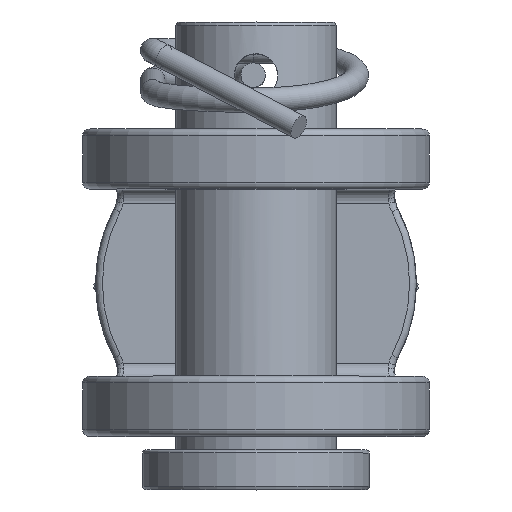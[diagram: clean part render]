
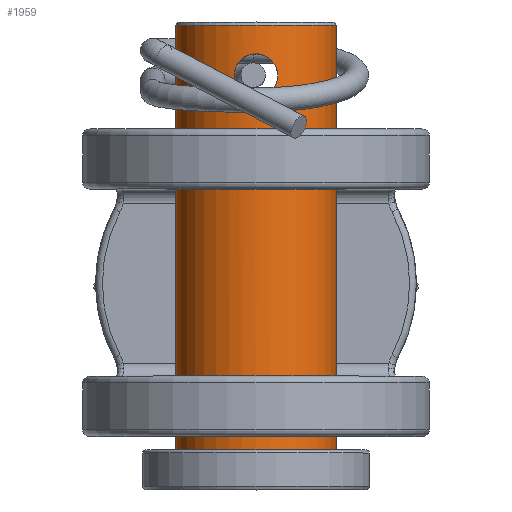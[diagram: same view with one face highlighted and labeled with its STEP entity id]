
A CAD part, top view. The second image highlights one B-rep face of the part: STEP entity #1959.
In plain terms, the highlighted cylindrical face has radius 6 mm (diameter 12 mm), a full revolution.
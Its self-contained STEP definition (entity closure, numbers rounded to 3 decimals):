
#251=CIRCLE($,#2110,6.);
#253=CIRCLE($,#2113,6.);
#391=FACE_BOUND($,#599,.T.);
#392=FACE_BOUND($,#600,.T.);
#393=FACE_BOUND($,#601,.T.);
#394=FACE_BOUND($,#602,.T.);
#599=EDGE_LOOP($,(#1275));
#600=EDGE_LOOP($,(#1276));
#601=EDGE_LOOP($,(#1277));
#602=EDGE_LOOP($,(#1278));
#788=B_SPLINE_CURVE_WITH_KNOTS($,3,(#2905,#2906,#2907,#2908,#2909,#2910,
#2911,#2912,#2913,#2914,#2915,#2916,#2917,#2918,#2919,#2920,#2921,#2922,
#2923,#2924,#2925,#2926,#2927,#2928,#2929,#2930,#2931,#2932,#2933,#2934,
#2935,#2936,#2937,#2938),.UNSPECIFIED.,.T.,.F.,(4,2,2,2,2,2,2,2,2,2,2,2,
2,2,2,2,4),(0.,0.062,0.123,0.185,0.246,
0.308,0.369,0.431,0.492,
0.554,0.615,0.677,0.739,
0.8,0.862,0.923,0.985),
 .UNSPECIFIED.);
#789=B_SPLINE_CURVE_WITH_KNOTS($,3,(#2940,#2941,#2942,#2943,#2944,#2945,
#2946,#2947,#2948,#2949,#2950,#2951,#2952,#2953,#2954,#2955,#2956,#2957,
#2958,#2959,#2960,#2961,#2962,#2963,#2964,#2965,#2966,#2967,#2968,#2969,
#2970,#2971,#2972,#2973),.UNSPECIFIED.,.T.,.F.,(4,2,2,2,2,2,2,2,2,2,2,2,
2,2,2,2,4),(0.,0.062,0.123,0.185,0.246,
0.308,0.369,0.431,0.492,
0.554,0.615,0.677,0.739,
0.8,0.862,0.923,0.985),
 .UNSPECIFIED.);
#830=VERTEX_POINT($,#2904);
#831=VERTEX_POINT($,#2939);
#836=VERTEX_POINT($,#2987);
#838=VERTEX_POINT($,#2992);
#1006=EDGE_CURVE($,#830,#830,#788,.T.);
#1007=EDGE_CURVE($,#831,#831,#789,.T.);
#1012=EDGE_CURVE($,#836,#836,#251,.T.);
#1014=EDGE_CURVE($,#838,#838,#253,.T.);
#1275=ORIENTED_EDGE($,*,*,#1006,.T.);
#1276=ORIENTED_EDGE($,*,*,#1007,.T.);
#1277=ORIENTED_EDGE($,*,*,#1012,.F.);
#1278=ORIENTED_EDGE($,*,*,#1014,.F.);
#1776=CYLINDRICAL_SURFACE($,#2114,6.);
#1959=ADVANCED_FACE($,(#391,#392,#393,#394),#1776,.T.);
#2110=AXIS2_PLACEMENT_3D($,#2988,#2372,#2373);
#2113=AXIS2_PLACEMENT_3D($,#2993,#2378,#2379);
#2114=AXIS2_PLACEMENT_3D($,#2994,#2380,#2381);
#2372=DIRECTION('center_axis',(0.,-1.,0.));
#2373=DIRECTION('ref_axis',(0.,0.,
1.));
#2378=DIRECTION('center_axis',(0.,1.,0.));
#2379=DIRECTION('ref_axis',(0.,0.,
1.));
#2380=DIRECTION('center_axis',(0.,1.,0.));
#2381=DIRECTION('ref_axis',(0.,0.,
1.));
#2904=CARTESIAN_POINT('',(-1.625,15.5,220.021));
#2905=CARTESIAN_POINT('Ctrl Pts',(-1.625,15.5,220.021));
#2906=CARTESIAN_POINT('Ctrl Pts',(-1.625,15.295,220.021));
#2907=CARTESIAN_POINT('Ctrl Pts',(-1.584,15.077,220.009));
#2908=CARTESIAN_POINT('Ctrl Pts',(-1.418,14.677,219.966));
#2909=CARTESIAN_POINT('Ctrl Pts',(-1.293,14.495,219.936));
#2910=CARTESIAN_POINT('Ctrl Pts',(-1.005,14.207,219.88));
#2911=CARTESIAN_POINT('Ctrl Pts',(-0.823,14.082,219.851));
#2912=CARTESIAN_POINT('Ctrl Pts',(-0.423,13.916,219.809));
#2913=CARTESIAN_POINT('Ctrl Pts',(-0.205,13.875,219.797));
#2914=CARTESIAN_POINT('Ctrl Pts',(0.205,13.875,219.797));
#2915=CARTESIAN_POINT('Ctrl Pts',(0.423,13.916,219.809));
#2916=CARTESIAN_POINT('Ctrl Pts',(0.823,14.082,219.851));
#2917=CARTESIAN_POINT('Ctrl Pts',(1.005,14.207,219.88));
#2918=CARTESIAN_POINT('Ctrl Pts',(1.293,14.495,219.936));
#2919=CARTESIAN_POINT('Ctrl Pts',(1.418,14.677,219.966));
#2920=CARTESIAN_POINT('Ctrl Pts',(1.584,15.077,220.009));
#2921=CARTESIAN_POINT('Ctrl Pts',(1.625,15.295,220.021));
#2922=CARTESIAN_POINT('Ctrl Pts',(1.625,15.705,220.021));
#2923=CARTESIAN_POINT('Ctrl Pts',(1.584,15.923,220.009));
#2924=CARTESIAN_POINT('Ctrl Pts',(1.418,16.323,219.966));
#2925=CARTESIAN_POINT('Ctrl Pts',(1.293,16.505,219.936));
#2926=CARTESIAN_POINT('Ctrl Pts',(1.005,16.793,219.88));
#2927=CARTESIAN_POINT('Ctrl Pts',(0.823,16.918,219.851));
#2928=CARTESIAN_POINT('Ctrl Pts',(0.423,17.084,219.809));
#2929=CARTESIAN_POINT('Ctrl Pts',(0.205,17.125,219.797));
#2930=CARTESIAN_POINT('Ctrl Pts',(-0.205,17.125,219.797));
#2931=CARTESIAN_POINT('Ctrl Pts',(-0.423,17.084,219.809));
#2932=CARTESIAN_POINT('Ctrl Pts',(-0.823,16.918,219.851));
#2933=CARTESIAN_POINT('Ctrl Pts',(-1.005,16.793,219.88));
#2934=CARTESIAN_POINT('Ctrl Pts',(-1.293,16.505,219.936));
#2935=CARTESIAN_POINT('Ctrl Pts',(-1.418,16.323,219.966));
#2936=CARTESIAN_POINT('Ctrl Pts',(-1.584,15.923,220.009));
#2937=CARTESIAN_POINT('Ctrl Pts',(-1.625,15.705,220.021));
#2938=CARTESIAN_POINT('Ctrl Pts',(-1.625,15.5,220.021));
#2939=CARTESIAN_POINT('',(-1.625,15.5,231.573));
#2940=CARTESIAN_POINT('Ctrl Pts',(-1.625,15.5,231.573));
#2941=CARTESIAN_POINT('Ctrl Pts',(-1.625,15.705,231.573));
#2942=CARTESIAN_POINT('Ctrl Pts',(-1.584,15.923,231.585));
#2943=CARTESIAN_POINT('Ctrl Pts',(-1.418,16.323,231.628));
#2944=CARTESIAN_POINT('Ctrl Pts',(-1.293,16.505,231.658));
#2945=CARTESIAN_POINT('Ctrl Pts',(-1.005,16.793,231.714));
#2946=CARTESIAN_POINT('Ctrl Pts',(-0.823,16.918,231.744));
#2947=CARTESIAN_POINT('Ctrl Pts',(-0.423,17.084,231.786));
#2948=CARTESIAN_POINT('Ctrl Pts',(-0.205,17.125,231.797));
#2949=CARTESIAN_POINT('Ctrl Pts',(0.205,17.125,231.797));
#2950=CARTESIAN_POINT('Ctrl Pts',(0.423,17.084,231.786));
#2951=CARTESIAN_POINT('Ctrl Pts',(0.823,16.918,231.744));
#2952=CARTESIAN_POINT('Ctrl Pts',(1.005,16.793,231.714));
#2953=CARTESIAN_POINT('Ctrl Pts',(1.293,16.505,231.658));
#2954=CARTESIAN_POINT('Ctrl Pts',(1.418,16.323,231.628));
#2955=CARTESIAN_POINT('Ctrl Pts',(1.584,15.923,231.585));
#2956=CARTESIAN_POINT('Ctrl Pts',(1.625,15.705,231.573));
#2957=CARTESIAN_POINT('Ctrl Pts',(1.625,15.295,231.573));
#2958=CARTESIAN_POINT('Ctrl Pts',(1.584,15.077,231.585));
#2959=CARTESIAN_POINT('Ctrl Pts',(1.418,14.677,231.628));
#2960=CARTESIAN_POINT('Ctrl Pts',(1.293,14.495,231.658));
#2961=CARTESIAN_POINT('Ctrl Pts',(1.005,14.207,231.714));
#2962=CARTESIAN_POINT('Ctrl Pts',(0.823,14.082,231.744));
#2963=CARTESIAN_POINT('Ctrl Pts',(0.423,13.916,231.786));
#2964=CARTESIAN_POINT('Ctrl Pts',(0.205,13.875,231.797));
#2965=CARTESIAN_POINT('Ctrl Pts',(-0.205,13.875,231.797));
#2966=CARTESIAN_POINT('Ctrl Pts',(-0.423,13.916,231.786));
#2967=CARTESIAN_POINT('Ctrl Pts',(-0.823,14.082,231.744));
#2968=CARTESIAN_POINT('Ctrl Pts',(-1.005,14.207,231.714));
#2969=CARTESIAN_POINT('Ctrl Pts',(-1.293,14.495,231.658));
#2970=CARTESIAN_POINT('Ctrl Pts',(-1.418,14.677,231.628));
#2971=CARTESIAN_POINT('Ctrl Pts',(-1.584,15.077,231.585));
#2972=CARTESIAN_POINT('Ctrl Pts',(-1.625,15.295,231.573));
#2973=CARTESIAN_POINT('Ctrl Pts',(-1.625,15.5,231.573));
#2987=CARTESIAN_POINT('',(0.,-12.5,219.797));
#2988=CARTESIAN_POINT('Origin',(0.,-12.5,225.797));
#2992=CARTESIAN_POINT('',(0.,19.25,219.797));
#2993=CARTESIAN_POINT('Origin',(0.,19.25,225.797));
#2994=CARTESIAN_POINT('Origin',(0.,-12.5,225.797));
